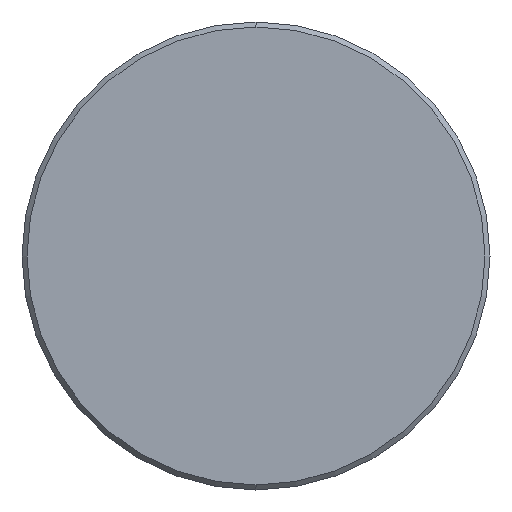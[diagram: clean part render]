
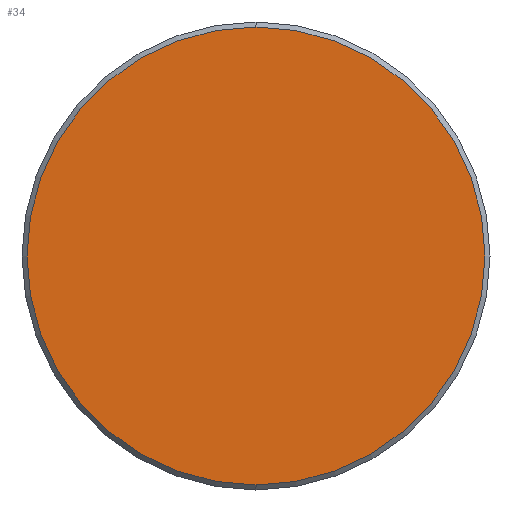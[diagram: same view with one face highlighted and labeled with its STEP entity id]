
A CAD part, left-side view. The second image highlights one B-rep face of the part: STEP entity #34.
In plain terms, the highlighted planar face has unit normal (-1, 0, 0).
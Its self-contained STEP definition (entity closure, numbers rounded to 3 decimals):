
#34 = ADVANCED_FACE ( 'NONE', ( #46 ), #458, .F. ) ;
#46 = FACE_OUTER_BOUND ( 'NONE', #651, .T. ) ;
#68 = DIRECTION ( 'NONE',  ( 0., 0., 1. ) ) ;
#98 = DIRECTION ( 'NONE',  ( -1., 0., 0. ) ) ;
#101 = EDGE_CURVE ( 'NONE', #453, #323, #170, .T. ) ;
#126 = DIRECTION ( 'NONE',  ( 1., 0., 0. ) ) ;
#170 = CIRCLE ( 'NONE', #375, 13.7 ) ;
#235 = EDGE_CURVE ( 'NONE', #323, #453, #418, .T. ) ;
#297 = ORIENTED_EDGE ( 'NONE', *, *, #101, .T. ) ;
#323 = VERTEX_POINT ( 'NONE', #361 ) ;
#361 = CARTESIAN_POINT ( 'NONE',  ( 0., 0., 13.7 ) ) ;
#375 = AXIS2_PLACEMENT_3D ( 'NONE', #429, #98, #483 ) ;
#403 = CARTESIAN_POINT ( 'NONE',  ( 0., 13.7, 0. ) ) ;
#404 = CARTESIAN_POINT ( 'NONE',  ( 0., 0., -13.7 ) ) ;
#418 = CIRCLE ( 'NONE', #440, 13.7 ) ;
#429 = CARTESIAN_POINT ( 'NONE',  ( 0., 0., 0. ) ) ;
#440 = AXIS2_PLACEMENT_3D ( 'NONE', #617, #671, #68 ) ;
#453 = VERTEX_POINT ( 'NONE', #404 ) ;
#458 = PLANE ( 'NONE',  #487 ) ;
#483 = DIRECTION ( 'NONE',  ( 0., 0., 1. ) ) ;
#487 = AXIS2_PLACEMENT_3D ( 'NONE', #403, #126, #682 ) ;
#566 = ORIENTED_EDGE ( 'NONE', *, *, #235, .T. ) ;
#617 = CARTESIAN_POINT ( 'NONE',  ( 0., 0., 0. ) ) ;
#651 = EDGE_LOOP ( 'NONE', ( #297, #566 ) ) ;
#671 = DIRECTION ( 'NONE',  ( -1., 0., 0. ) ) ;
#682 = DIRECTION ( 'NONE',  ( 0., 0., -1. ) ) ;
